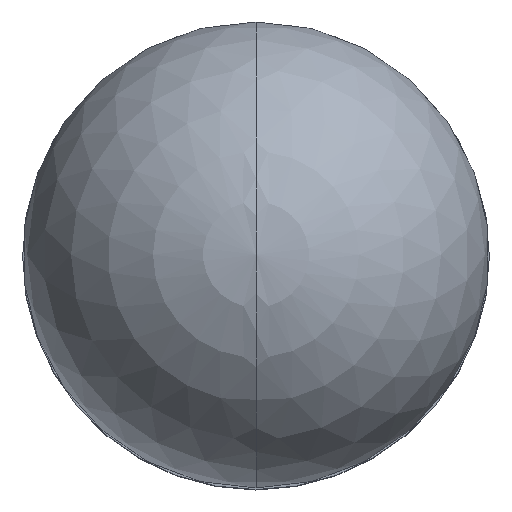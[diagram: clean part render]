
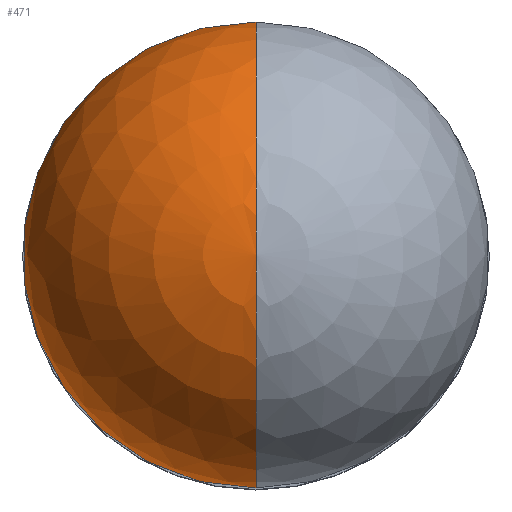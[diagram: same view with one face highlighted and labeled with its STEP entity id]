
A CAD part, top view. The second image highlights one B-rep face of the part: STEP entity #471.
In plain terms, the highlighted spherical face has radius 4.763 mm.
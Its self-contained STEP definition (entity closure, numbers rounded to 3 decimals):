
#130=CARTESIAN_POINT('',(0.,0.,-3.861));
#131=DIRECTION('',(0.,0.,1.));
#132=DIRECTION('',(0.,1.,0.));
#133=AXIS2_PLACEMENT_3D('',#130,#131,#132);
#150=CARTESIAN_POINT('',(0.,0.,0.));
#151=DIRECTION('',(1.,0.,0.));
#152=DIRECTION('',(0.,0.,1.));
#153=AXIS2_PLACEMENT_3D('',#150,#151,#152);
#155=CARTESIAN_POINT('',(0.,0.,0.));
#156=DIRECTION('',(-1.,0.,0.));
#157=DIRECTION('',(0.,0.,1.));
#158=AXIS2_PLACEMENT_3D('',#155,#156,#157);
#175=CARTESIAN_POINT('',(0.,0.,-3.861));
#176=DIRECTION('',(0.,0.,1.));
#177=DIRECTION('',(-1.,0.,0.));
#178=AXIS2_PLACEMENT_3D('',#175,#176,#177);
#248=CARTESIAN_POINT('',(0.,2.788,-3.861));
#249=CARTESIAN_POINT('',(-2.788,0.,-3.861));
#250=VERTEX_POINT('',#248);
#251=VERTEX_POINT('',#249);
#254=CARTESIAN_POINT('',(0.,0.,4.763));
#255=VERTEX_POINT('',#254);
#256=CARTESIAN_POINT('',(0.,-2.788,-3.861));
#257=VERTEX_POINT('',#256);
#457=CARTESIAN_POINT('',(0.,0.,0.));
#458=DIRECTION('',(0.,0.,1.));
#459=DIRECTION('',(0.,1.,0.));
#460=AXIS2_PLACEMENT_3D('',#457,#458,#459);
#461=SPHERICAL_SURFACE('',#460,4.763);
#462=ORIENTED_EDGE('',*,*,#445,.F.);
#464=ORIENTED_EDGE('',*,*,#463,.F.);
#466=ORIENTED_EDGE('',*,*,#465,.T.);
#468=ORIENTED_EDGE('',*,*,#467,.F.);
#469=EDGE_LOOP('',(#462,#464,#466,#468));
#470=FACE_OUTER_BOUND('',#469,.F.);
#471=ADVANCED_FACE('',(#470),#461,.T.);
#134=CIRCLE('',#133,2.788);
#154=CIRCLE('',#153,4.763);
#159=CIRCLE('',#158,4.763);
#179=CIRCLE('',#178,2.788);
#445=EDGE_CURVE('',#250,#251,#134,.T.);
#463=EDGE_CURVE('',#255,#250,#159,.T.);
#465=EDGE_CURVE('',#255,#257,#154,.T.);
#467=EDGE_CURVE('',#251,#257,#179,.T.);
